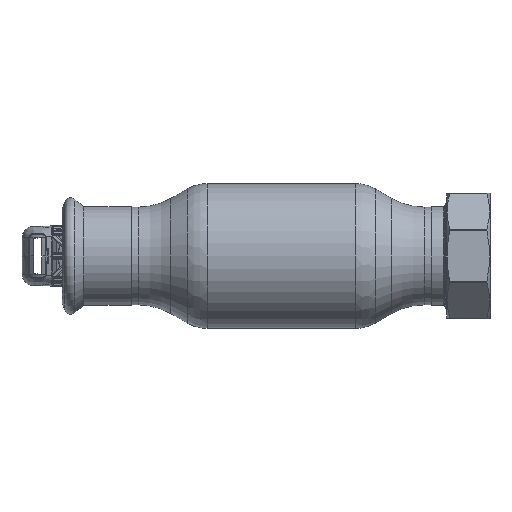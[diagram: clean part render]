
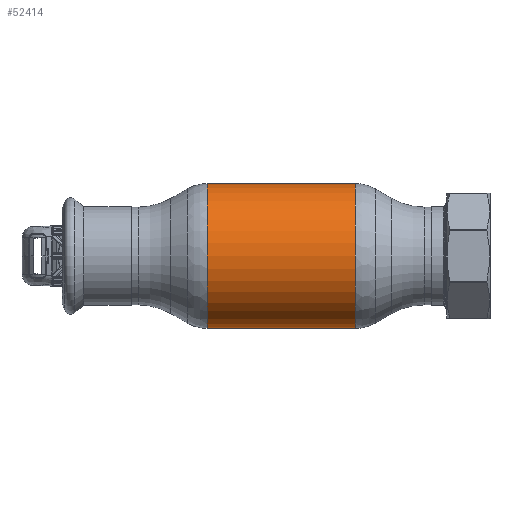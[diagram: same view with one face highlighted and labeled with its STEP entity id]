
A CAD part, front view. The second image highlights one B-rep face of the part: STEP entity #52414.
In plain terms, the highlighted cylindrical face has radius 33.34 mm (diameter 66.68 mm), a partial arc.
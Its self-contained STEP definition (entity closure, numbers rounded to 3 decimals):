
#4663 = LINE ( 'NONE', #66782, #65528 ) ;
#5645 = CARTESIAN_POINT ( 'NONE',  ( -34.177, 0., 0. ) ) ;
#7663 = ORIENTED_EDGE ( 'NONE', *, *, #41534, .T. ) ;
#8608 = EDGE_LOOP ( 'NONE', ( #45137, #7663, #43693, #18022 ) ) ;
#8935 = CARTESIAN_POINT ( 'NONE',  ( 34.177, 0., -33.34 ) ) ;
#11359 = DIRECTION ( 'NONE',  ( -1., 0., 0. ) ) ;
#12524 = EDGE_CURVE ( 'NONE', #47998, #21820, #66333, .T. ) ;
#13575 = DIRECTION ( 'NONE',  ( 0., 0., 1. ) ) ;
#17701 = VECTOR ( 'NONE', #51595, 1000. ) ;
#18022 = ORIENTED_EDGE ( 'NONE', *, *, #58442, .F. ) ;
#18564 = CARTESIAN_POINT ( 'NONE',  ( -62.69, 0., 0. ) ) ;
#20517 = CARTESIAN_POINT ( 'NONE',  ( -62.69, 0., 33.34 ) ) ;
#21329 = DIRECTION ( 'NONE',  ( 0., 0., 1. ) ) ;
#21820 = VERTEX_POINT ( 'NONE', #47578 ) ;
#25284 = EDGE_CURVE ( 'NONE', #28313, #38608, #4663, .T. ) ;
#26769 = AXIS2_PLACEMENT_3D ( 'NONE', #5645, #42008, #21329 ) ;
#28313 = VERTEX_POINT ( 'NONE', #8935 ) ;
#31005 = CYLINDRICAL_SURFACE ( 'NONE', #41646, 33.34 ) ;
#32219 = CARTESIAN_POINT ( 'NONE',  ( 34.177, 0., 0. ) ) ;
#33487 = FACE_OUTER_BOUND ( 'NONE', #8608, .T. ) ;
#34864 = DIRECTION ( 'NONE',  ( -1., 0., 0. ) ) ;
#38608 = VERTEX_POINT ( 'NONE', #39310 ) ;
#39310 = CARTESIAN_POINT ( 'NONE',  ( -34.177, 0., -33.34 ) ) ;
#41211 = CARTESIAN_POINT ( 'NONE',  ( 34.177, 0., 33.34 ) ) ;
#41534 = EDGE_CURVE ( 'NONE', #28313, #47998, #66378, .T. ) ;
#41646 = AXIS2_PLACEMENT_3D ( 'NONE', #18564, #34864, #13575 ) ;
#42008 = DIRECTION ( 'NONE',  ( -1., 0., 0. ) ) ;
#42025 = DIRECTION ( 'NONE',  ( 0., 0., 1. ) ) ;
#43171 = CIRCLE ( 'NONE', #26769, 33.34 ) ;
#43693 = ORIENTED_EDGE ( 'NONE', *, *, #12524, .T. ) ;
#45137 = ORIENTED_EDGE ( 'NONE', *, *, #25284, .F. ) ;
#47578 = CARTESIAN_POINT ( 'NONE',  ( -34.177, 0., 33.34 ) ) ;
#47998 = VERTEX_POINT ( 'NONE', #41211 ) ;
#51416 = DIRECTION ( 'NONE',  ( -1., 0., 0. ) ) ;
#51434 = AXIS2_PLACEMENT_3D ( 'NONE', #32219, #11359, #42025 ) ;
#51595 = DIRECTION ( 'NONE',  ( -1., 0., 0. ) ) ;
#52414 = ADVANCED_FACE ( 'NONE', ( #33487 ), #31005, .T. ) ;
#58442 = EDGE_CURVE ( 'NONE', #38608, #21820, #43171, .T. ) ;
#65528 = VECTOR ( 'NONE', #51416, 1000. ) ;
#66333 = LINE ( 'NONE', #20517, #17701 ) ;
#66378 = CIRCLE ( 'NONE', #51434, 33.34 ) ;
#66782 = CARTESIAN_POINT ( 'NONE',  ( -62.69, 0., -33.34 ) ) ;
